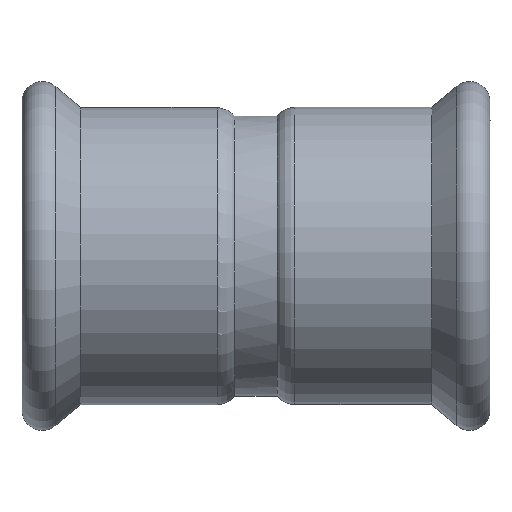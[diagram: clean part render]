
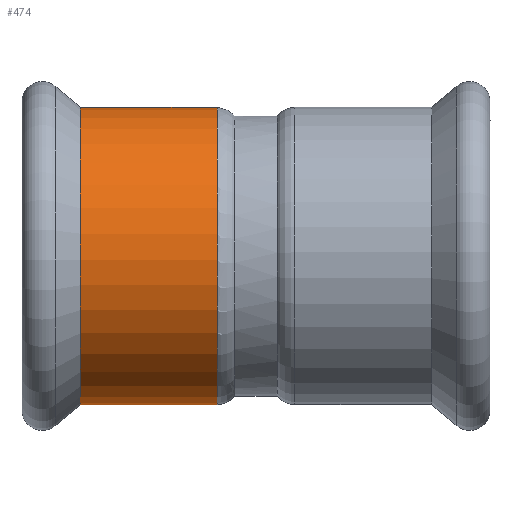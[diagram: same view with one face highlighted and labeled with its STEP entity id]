
A CAD part, left-side view. The second image highlights one B-rep face of the part: STEP entity #474.
In plain terms, the highlighted cylindrical face has radius 40.35 mm (diameter 80.7 mm), a full revolution.
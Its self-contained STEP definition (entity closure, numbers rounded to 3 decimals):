
#42=FACE_OUTER_BOUND('',#74,.T.);
#74=EDGE_LOOP('',(#299,#300,#301,#302));
#110=LINE('',#801,#126);
#126=VECTOR('',#618,40.35);
#142=CIRCLE('',#530,40.35);
#143=CIRCLE('',#531,40.35);
#193=VERTEX_POINT('',#798);
#194=VERTEX_POINT('',#800);
#232=EDGE_CURVE('',#193,#193,#142,.T.);
#233=EDGE_CURVE('',#193,#194,#110,.T.);
#234=EDGE_CURVE('',#194,#194,#143,.T.);
#299=ORIENTED_EDGE('',*,*,#232,.F.);
#300=ORIENTED_EDGE('',*,*,#233,.T.);
#301=ORIENTED_EDGE('',*,*,#234,.T.);
#302=ORIENTED_EDGE('',*,*,#233,.F.);
#433=CYLINDRICAL_SURFACE('',#529,40.35);
#474=ADVANCED_FACE('',(#42),#433,.T.);
#529=AXIS2_PLACEMENT_3D('',#797,#614,#615);
#530=AXIS2_PLACEMENT_3D('',#799,#616,#617);
#531=AXIS2_PLACEMENT_3D('',#802,#619,#620);
#614=DIRECTION('center_axis',(0.,1.,0.));
#615=DIRECTION('ref_axis',(0.479,0.,0.878));
#616=DIRECTION('center_axis',(0.,1.,0.));
#617=DIRECTION('ref_axis',(0.,0.,-1.));
#618=DIRECTION('',(0.,-1.,0.));
#619=DIRECTION('center_axis',(0.,1.,0.));
#620=DIRECTION('ref_axis',(0.,0.,-1.));
#797=CARTESIAN_POINT('Origin',(0.,5.5,0.));
#798=CARTESIAN_POINT('',(-19.345,47.656,-35.41));
#799=CARTESIAN_POINT('Origin',(0.,47.656,0.));
#800=CARTESIAN_POINT('',(-19.345,10.5,-35.41));
#801=CARTESIAN_POINT('',(-19.345,5.5,-35.41));
#802=CARTESIAN_POINT('Origin',(0.,10.5,0.));
